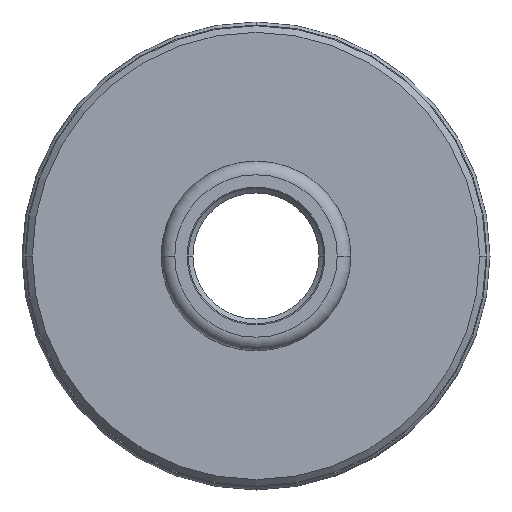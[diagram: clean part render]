
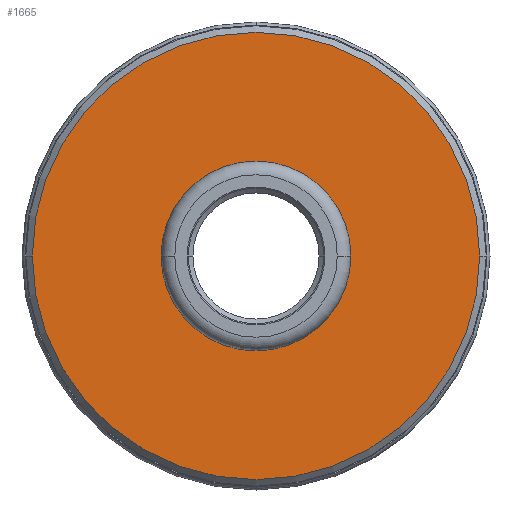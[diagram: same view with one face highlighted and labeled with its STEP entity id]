
A CAD part, left-side view. The second image highlights one B-rep face of the part: STEP entity #1665.
In plain terms, the highlighted planar face has unit normal (-1, 0, 0).
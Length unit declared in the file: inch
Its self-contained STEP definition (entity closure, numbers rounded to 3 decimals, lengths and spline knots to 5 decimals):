
#646=CARTESIAN_POINT('',(-0.745,0.,0.));
#647=DIRECTION('',(-1.,0.,0.));
#648=DIRECTION('',(0.,-1.,0.));
#649=AXIS2_PLACEMENT_3D('',#646,#647,#648);
#651=CARTESIAN_POINT('',(-0.745,0.,0.));
#652=DIRECTION('',(-1.,0.,0.));
#653=DIRECTION('',(0.,1.,0.));
#654=AXIS2_PLACEMENT_3D('',#651,#652,#653);
#656=CARTESIAN_POINT('',(-0.745,0.,0.));
#657=DIRECTION('',(1.,0.,0.));
#658=DIRECTION('',(0.,1.,0.));
#659=AXIS2_PLACEMENT_3D('',#656,#657,#658);
#661=CARTESIAN_POINT('',(-0.745,0.,0.));
#662=DIRECTION('',(1.,0.,0.));
#663=DIRECTION('',(0.,-1.,0.));
#664=AXIS2_PLACEMENT_3D('',#661,#662,#663);
#770=CARTESIAN_POINT('',(-0.745,-1.031,0.));
#771=CARTESIAN_POINT('',(-0.745,1.031,0.));
#772=VERTEX_POINT('',#770);
#773=VERTEX_POINT('',#771);
#858=CARTESIAN_POINT('',(-0.745,0.4375,0.));
#859=CARTESIAN_POINT('',(-0.745,-0.4375,0.));
#860=VERTEX_POINT('',#858);
#861=VERTEX_POINT('',#859);
#1649=CARTESIAN_POINT('',(-0.745,0.,0.));
#1650=DIRECTION('',(-1.,0.,0.));
#1651=DIRECTION('',(0.,1.,0.));
#1652=AXIS2_PLACEMENT_3D('',#1649,#1650,#1651);
#1653=PLANE('',#1652);
#1655=ORIENTED_EDGE('',*,*,#1654,.F.);
#1656=ORIENTED_EDGE('',*,*,#1639,.F.);
#1657=EDGE_LOOP('',(#1655,#1656));
#1658=FACE_OUTER_BOUND('',#1657,.F.);
#1660=ORIENTED_EDGE('',*,*,#1659,.F.);
#1662=ORIENTED_EDGE('',*,*,#1661,.F.);
#1663=EDGE_LOOP('',(#1660,#1662));
#1664=FACE_BOUND('',#1663,.F.);
#650=CIRCLE('',#649,1.031);
#655=CIRCLE('',#654,1.031);
#660=CIRCLE('',#659,0.4375);
#665=CIRCLE('',#664,0.4375);
#1639=EDGE_CURVE('',#773,#772,#655,.T.);
#1654=EDGE_CURVE('',#772,#773,#650,.T.);
#1659=EDGE_CURVE('',#860,#861,#660,.T.);
#1661=EDGE_CURVE('',#861,#860,#665,.T.);
#1665=ADVANCED_FACE('',(#1658,#1664),#1653,.T.);
